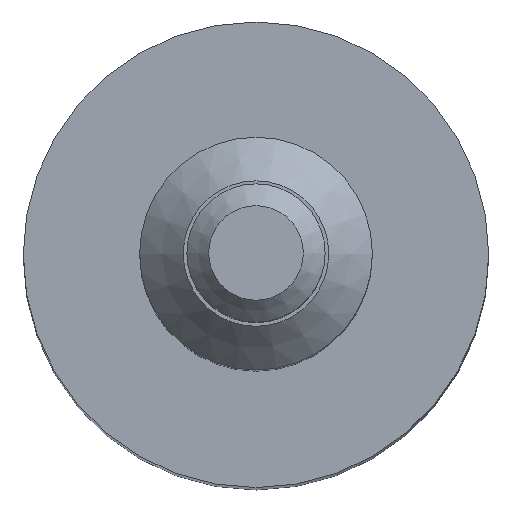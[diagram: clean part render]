
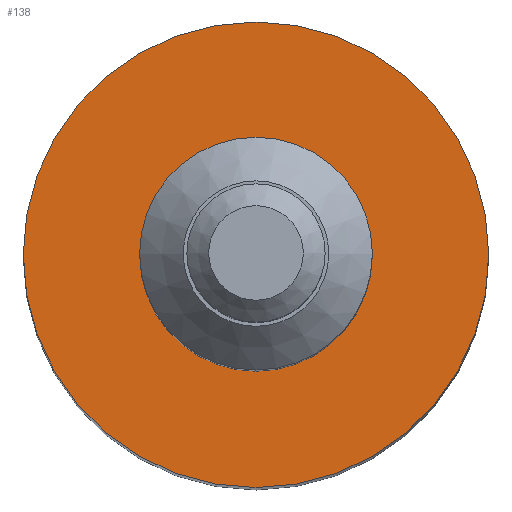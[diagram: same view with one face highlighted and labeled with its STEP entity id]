
A CAD part, top view. The second image highlights one B-rep face of the part: STEP entity #138.
In plain terms, the highlighted planar face has unit normal (0, 0, 1).
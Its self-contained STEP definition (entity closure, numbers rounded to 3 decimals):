
#16=PLANE($,#164);
#31=FACE_BOUND($,#63,.T.);
#32=FACE_BOUND($,#64,.T.);
#63=EDGE_LOOP($,(#118));
#64=EDGE_LOOP($,(#119));
#70=CIRCLE($,#152,1.6);
#75=CIRCLE($,#163,3.2);
#81=VERTEX_POINT($,#229);
#86=VERTEX_POINT($,#245);
#92=EDGE_CURVE($,#81,#81,#70,.T.);
#97=EDGE_CURVE($,#86,#86,#75,.T.);
#118=ORIENTED_EDGE($,*,*,#92,.T.);
#119=ORIENTED_EDGE($,*,*,#97,.F.);
#138=ADVANCED_FACE($,(#31,#32),#16,.F.);
#152=AXIS2_PLACEMENT_3D($,#230,#187,#188);
#163=AXIS2_PLACEMENT_3D($,#246,#209,#210);
#164=AXIS2_PLACEMENT_3D($,#247,#211,#212);
#187=DIRECTION('center_axis',(0.,0.,-1.));
#188=DIRECTION('ref_axis',(-1.,0.,0.));
#209=DIRECTION('center_axis',(0.,0.,-1.));
#210=DIRECTION('ref_axis',(-1.,0.,0.));
#211=DIRECTION('center_axis',(0.,0.,-1.));
#212=DIRECTION('ref_axis',(-1.,0.,0.));
#229=CARTESIAN_POINT('',(1.6,0.,19.));
#230=CARTESIAN_POINT('Origin',(0.,0.,19.));
#245=CARTESIAN_POINT('',(3.2,0.,19.));
#246=CARTESIAN_POINT('Origin',(0.,0.,19.));
#247=CARTESIAN_POINT('Origin',(0.,0.,19.));
